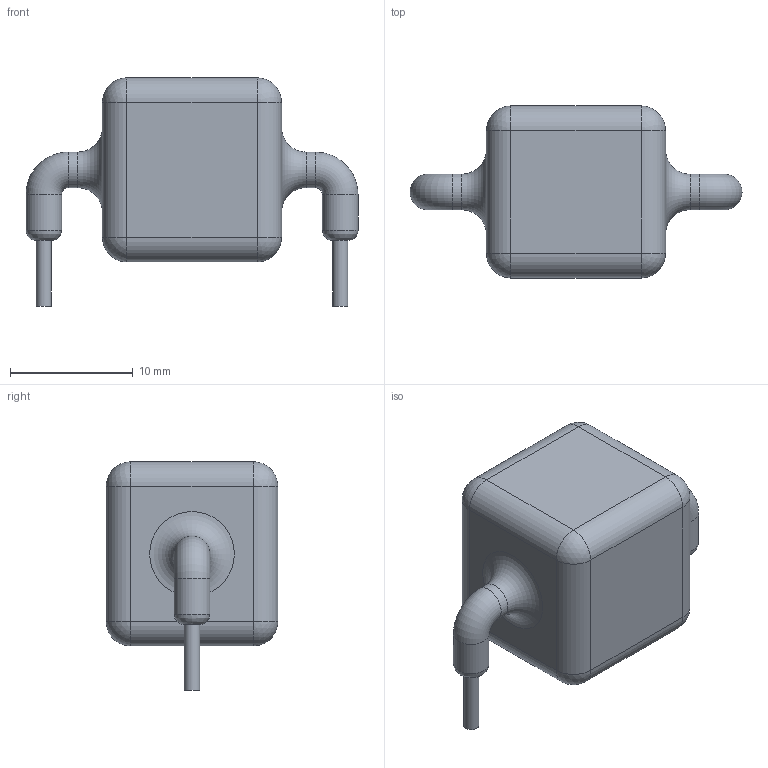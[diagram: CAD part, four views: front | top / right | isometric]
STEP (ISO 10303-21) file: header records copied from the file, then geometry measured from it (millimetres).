
FILE_DESCRIPTION(/* description */ (''),/* implementation_level */ '2;1');
FILE_NAME(/* name */ 'BOURNS_PTVS10-320C-TH.stp',/* time_stamp */ '2017-07-12T10:32:34+02:00',/* author */ ('jchouvet'),/* organization */ (''),/* preprocessor_version */ 'ST-DEVELOPER v16.1',/* originating_system */ 'AutoCAD Mechanical',/* authorisation */ '');
FILE_SCHEMA (('AUTOMOTIVE_DESIGN { 1 0 10303 214 3 1 1 }'));
Length unit declared in the file: millimetre
Products named in the file (1): Product
Bounding box: 27.05 x 14 x 18.6 mm (x, y, z)
Volume: 3086 mm3; surface area: 1316.5 mm2
Topology: 3 solids, 3 shells, 44 faces, 81 edges, 46 vertices
Faces by surface type: cylinder 18, plane 12, sphere 8, torus 4, bspline 2
Full cylindrical faces by diameter (mm): 1.25 x2, 2.9 x4
Entity records: 1104 total; most frequent: CARTESIAN_POINT 218, DIRECTION 199, ORIENTED_EDGE 140, AXIS2_PLACEMENT_3D 87, EDGE_CURVE 70, EDGE_LOOP 56, FACE_OUTER_BOUND 44, CIRCLE 44
